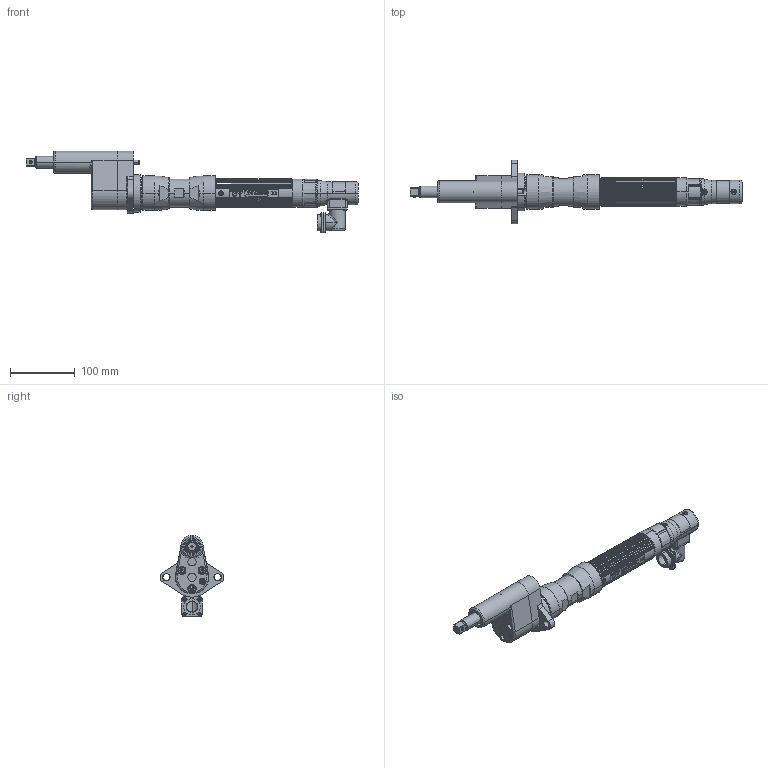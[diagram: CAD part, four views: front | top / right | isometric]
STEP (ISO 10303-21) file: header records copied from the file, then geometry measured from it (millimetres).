
FILE_DESCRIPTION((''),'2;1');
FILE_NAME('EB34MD1F1-48','2012-04-19T',('EJF1116'),(''),'PRO/ENGINEER BY PARAMETRIC TECHNOLOGY CORPORATION, 2010430','PRO/ENGINEER BY PARAMETRIC TECHNOLOGY CORPORATION, 2010430','');
FILE_SCHEMA(('CONFIG_CONTROL_DESIGN'));
Length unit declared in the file: inch
Products named in the file (1): EB34MD1F1-48
Bounding box: 514.33 x 98.42 x 126.26 mm (x, y, z)
Surface area: 130373.1 mm2 (no closed solid volume)
Topology: 0 solids, 130 shells, 553 faces, 3205 edges, 2658 vertices
Faces by surface type: cylinder 257, plane 152, bspline 48, torus 47, cone 45, extrusion 2, sphere 2
Entity records: 39752 total; most frequent: CARTESIAN_POINT 16611, DIRECTION 4466, ORIENTED_EDGE 4061, EDGE_CURVE 3203, VERTEX_POINT 2658, VECTOR 1554, LINE 1552, AXIS2_PLACEMENT_3D 1456
